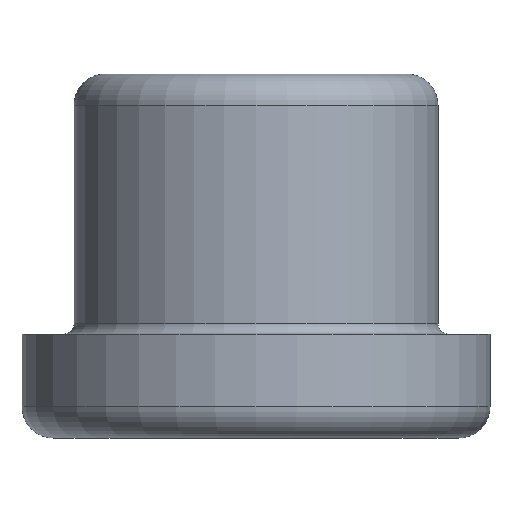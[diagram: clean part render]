
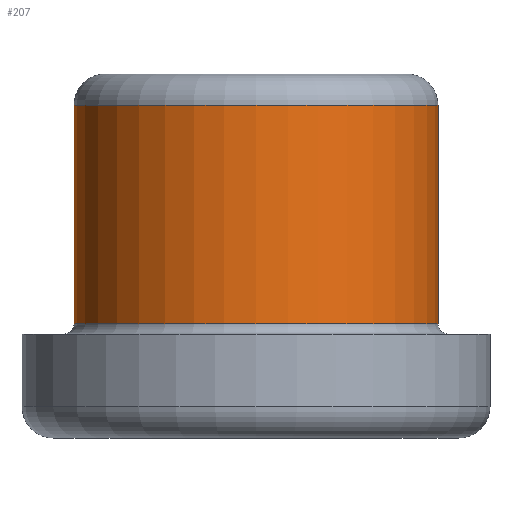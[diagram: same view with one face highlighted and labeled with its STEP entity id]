
A CAD part, front view. The second image highlights one B-rep face of the part: STEP entity #207.
In plain terms, the highlighted cylindrical face has radius 1.75 mm (diameter 3.5 mm), a full revolution.
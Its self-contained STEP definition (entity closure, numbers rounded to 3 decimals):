
#16=CYLINDRICAL_SURFACE('',#247,1.75);
#18=CIRCLE('',#243,1.75);
#19=CIRCLE('',#244,1.75);
#22=CIRCLE('',#248,1.75);
#38=FACE_OUTER_BOUND('',#51,.T.);
#51=EDGE_LOOP('',(#154,#155,#156,#157,#158));
#72=LINE('',#362,#86);
#86=VECTOR('',#299,1.75);
#96=VERTEX_POINT('',#352);
#97=VERTEX_POINT('',#353);
#99=VERTEX_POINT('',#360);
#116=EDGE_CURVE('',#96,#97,#18,.T.);
#117=EDGE_CURVE('',#97,#96,#19,.T.);
#120=EDGE_CURVE('',#99,#99,#22,.T.);
#121=EDGE_CURVE('',#99,#97,#72,.T.);
#154=ORIENTED_EDGE('',*,*,#120,.F.);
#155=ORIENTED_EDGE('',*,*,#121,.T.);
#156=ORIENTED_EDGE('',*,*,#116,.F.);
#157=ORIENTED_EDGE('',*,*,#117,.F.);
#158=ORIENTED_EDGE('',*,*,#121,.F.);
#207=ADVANCED_FACE('',(#38),#16,.T.);
#243=AXIS2_PLACEMENT_3D('',#354,#287,#288);
#244=AXIS2_PLACEMENT_3D('',#355,#289,#290);
#247=AXIS2_PLACEMENT_3D('',#359,#295,#296);
#248=AXIS2_PLACEMENT_3D('',#361,#297,#298);
#287=DIRECTION('center_axis',(0.,0.,-1.));
#288=DIRECTION('ref_axis',(-1.,0.,0.));
#289=DIRECTION('center_axis',(0.,0.,-1.));
#290=DIRECTION('ref_axis',(-1.,0.,0.));
#295=DIRECTION('center_axis',(0.,0.,1.));
#296=DIRECTION('ref_axis',(1.,0.,0.));
#297=DIRECTION('center_axis',(0.,0.,1.));
#298=DIRECTION('ref_axis',(-1.,0.,0.));
#299=DIRECTION('',(0.,0.,-1.));
#352=CARTESIAN_POINT('',(1.75,0.,1.1));
#353=CARTESIAN_POINT('',(-1.75,0.,1.1));
#354=CARTESIAN_POINT('Origin',(0.,0.,1.1));
#355=CARTESIAN_POINT('Origin',(0.,0.,1.1));
#359=CARTESIAN_POINT('Origin',(0.,0.,1.));
#360=CARTESIAN_POINT('',(-1.75,0.,3.2));
#361=CARTESIAN_POINT('Origin',(0.,0.,3.2));
#362=CARTESIAN_POINT('',(-1.75,0.,1.));
